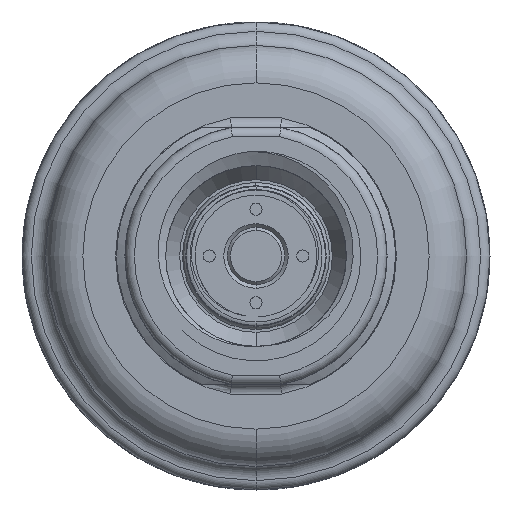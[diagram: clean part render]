
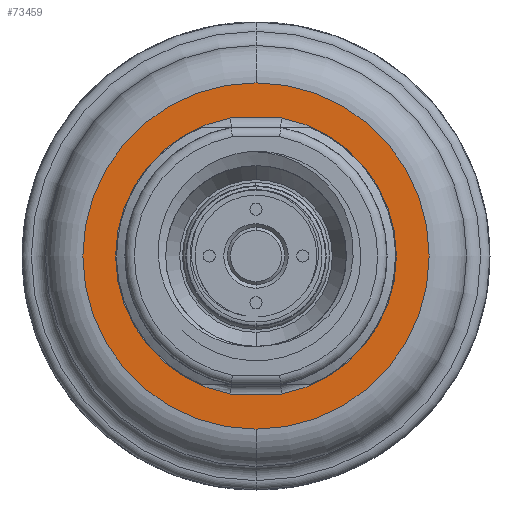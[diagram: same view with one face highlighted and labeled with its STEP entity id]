
A CAD part, front view. The second image highlights one B-rep face of the part: STEP entity #73459.
In plain terms, the highlighted planar face has unit normal (0, -1, 0).
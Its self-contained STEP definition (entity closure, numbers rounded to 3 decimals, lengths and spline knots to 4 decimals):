
#25797=CARTESIAN_POINT('',(0.,-0.1575,0.));
#25798=DIRECTION('',(0.,-1.,0.));
#25799=DIRECTION('',(0.,0.,-1.));
#25800=AXIS2_PLACEMENT_3D('',#25797,#25798,#25799);
#25802=CARTESIAN_POINT('',(0.,-0.1575,0.));
#25803=DIRECTION('',(0.,-1.,0.));
#25804=DIRECTION('',(0.,0.,1.));
#25805=AXIS2_PLACEMENT_3D('',#25802,#25803,#25804);
#25807=CARTESIAN_POINT('',(0.,-0.1575,0.));
#25808=DIRECTION('',(0.,-1.,0.));
#25809=DIRECTION('',(-0.182,0.,0.983));
#25810=AXIS2_PLACEMENT_3D('',#25807,#25808,#25809);
#25812=DIRECTION('',(1.,0.,0.));
#25813=VECTOR('',#25812,0.2147);
#25814=CARTESIAN_POINT('',(-0.1074,-0.1575,
-0.5807));
#25815=LINE('',#25814,#25813);
#25816=CARTESIAN_POINT('',(0.,-0.1575,0.));
#25817=DIRECTION('',(0.,-1.,0.));
#25818=DIRECTION('',(0.182,0.,-0.983));
#25819=AXIS2_PLACEMENT_3D('',#25816,#25817,#25818);
#25821=DIRECTION('',(-1.,0.,0.));
#25822=VECTOR('',#25821,0.2147);
#25823=CARTESIAN_POINT('',(0.1074,-0.1575,
0.5807));
#25824=LINE('',#25823,#25822);
#49103=CARTESIAN_POINT('',(-0.1074,-0.1575,
0.5807));
#49104=CARTESIAN_POINT('',(-0.1074,-0.1575,
-0.5807));
#49105=VERTEX_POINT('',#49103);
#49106=VERTEX_POINT('',#49104);
#49111=CARTESIAN_POINT('',(0.1074,-0.1575,
-0.5807));
#49112=CARTESIAN_POINT('',(0.1074,-0.1575,
0.5807));
#49113=VERTEX_POINT('',#49111);
#49114=VERTEX_POINT('',#49112);
#49421=CARTESIAN_POINT('',(0.,-0.1575,-0.7283));
#49422=CARTESIAN_POINT('',(0.,-0.1575,0.7283));
#49423=VERTEX_POINT('',#49421);
#49424=VERTEX_POINT('',#49422);
#73439=CARTESIAN_POINT('',(0.,-0.1575,0.));
#73440=DIRECTION('',(0.,-1.,0.));
#73441=DIRECTION('',(0.,0.,1.));
#73442=AXIS2_PLACEMENT_3D('',#73439,#73440,#73441);
#73443=PLANE('',#73442);
#73445=ORIENTED_EDGE('',*,*,#73444,.F.);
#73447=ORIENTED_EDGE('',*,*,#73446,.F.);
#73448=EDGE_LOOP('',(#73445,#73447));
#73449=FACE_OUTER_BOUND('',#73448,.F.);
#73450=ORIENTED_EDGE('',*,*,#73429,.T.);
#73452=ORIENTED_EDGE('',*,*,#73451,.T.);
#73454=ORIENTED_EDGE('',*,*,#73453,.T.);
#73456=ORIENTED_EDGE('',*,*,#73455,.T.);
#73457=EDGE_LOOP('',(#73450,#73452,#73454,#73456));
#73458=FACE_BOUND('',#73457,.F.);
#73459=ADVANCED_FACE('',(#73449,#73458),#73443,.T.);
#25801=CIRCLE('',#25800,0.7283);
#25806=CIRCLE('',#25805,0.7283);
#25811=CIRCLE('',#25810,0.5906);
#25820=CIRCLE('',#25819,0.5906);
#73429=EDGE_CURVE('',#49105,#49106,#25811,.T.);
#73444=EDGE_CURVE('',#49423,#49424,#25801,.T.);
#73446=EDGE_CURVE('',#49424,#49423,#25806,.T.);
#73451=EDGE_CURVE('',#49106,#49113,#25815,.T.);
#73453=EDGE_CURVE('',#49113,#49114,#25820,.T.);
#73455=EDGE_CURVE('',#49114,#49105,#25824,.T.);
